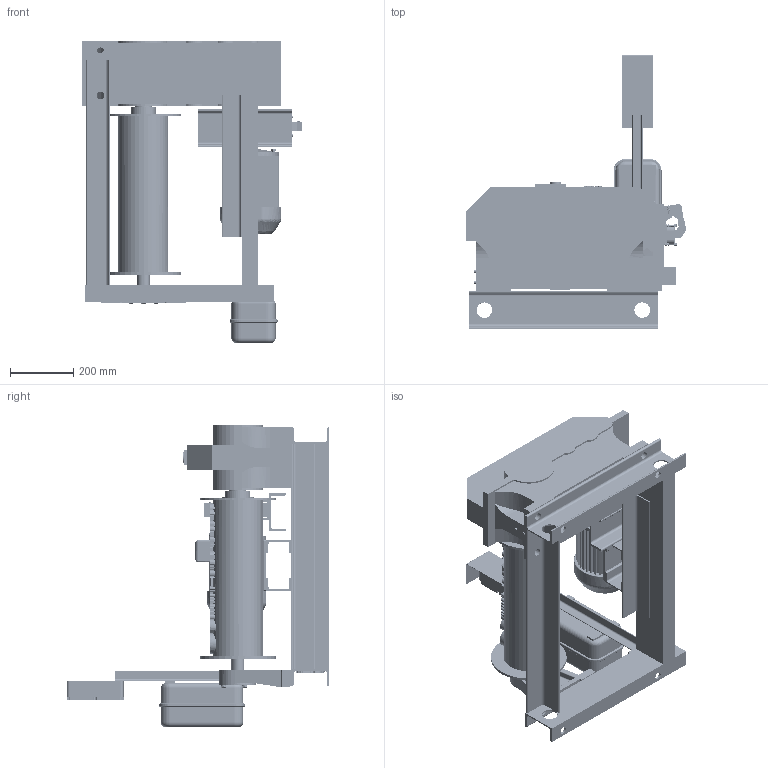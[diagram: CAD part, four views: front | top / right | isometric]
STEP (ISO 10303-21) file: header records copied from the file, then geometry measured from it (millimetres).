
FILE_DESCRIPTION(('STEP AP203'), '1');
FILE_NAME('Ó51200', '', ('UNSPECIFIED'), ('UNSPECIFIED'), 'ASCON STEP Converter 1.6', 'ASCON Math Kernel', '');
FILE_SCHEMA(('CONFIG_CONTROL_DESIGN'));
Length unit declared in the file: millimetre
Products named in the file (1): Ó51200 00.00.000
Bounding box: 698.09 x 870 x 958.1 mm (x, y, z)
Volume: 47188997.5 mm3; surface area: 3965856.8 mm2
Topology: 27 solids, 27 shells, 7422 faces, 21090 edges, 13926 vertices
Faces by surface type: cylinder 3627, plane 2122, extrusion 1036, bspline 450, torus 81, cone 61, sphere 45
Full cylindrical faces by diameter (mm): 1.179 x2, 1.415 x1, 4.717 x24, 5.189 x8, 6.2 x3, 7.075 x8, 7.547 x8, 8 x10, 8.019 x2, 10 x9, 10.377 x4, 11 x3, 11.321 x6, 11.6 x1, 12 x9, 12.264 x4, 13.208 x1, 14 x18, 14.151 x1, 16.509 x1, 19 x12, 20 x4, 21.226 x2, 22 x4, 23 x4, 24 x5, 25 x3, 30 x1, 32 x1, 34.757 x1
Entity records: 362732 total; most frequent: CARTESIAN_POINT 115605, ORIENTED_EDGE 41388, DIRECTION 35643, EDGE_CURVE 20694, VERTEX_POINT 13869, AXIS2_PLACEMENT_3D 12152, VECTOR 11339, LINE 10303
